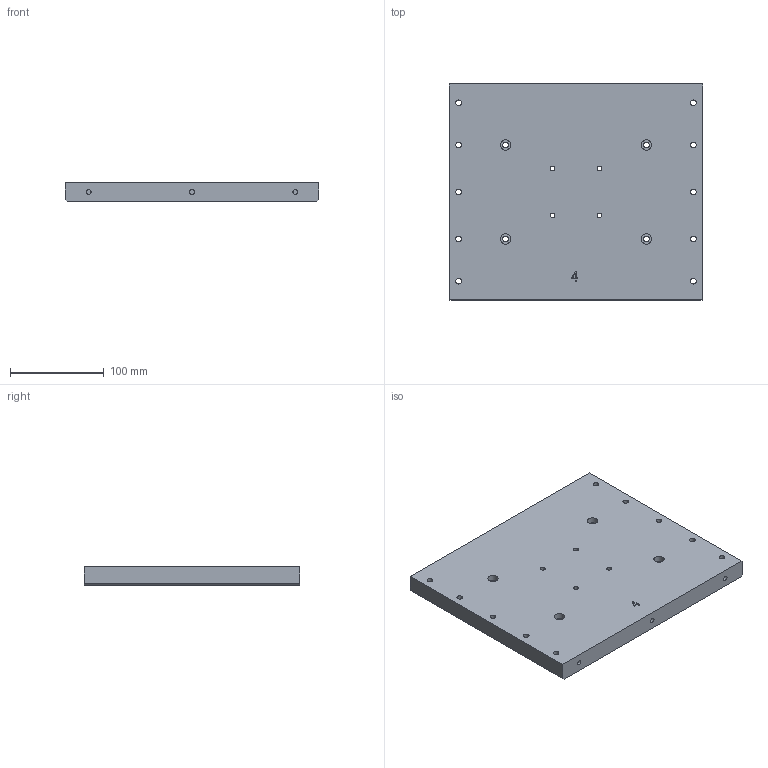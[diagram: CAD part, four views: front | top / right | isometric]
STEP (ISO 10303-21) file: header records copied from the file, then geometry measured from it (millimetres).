
FILE_DESCRIPTION(/* description */ (''),/* implementation_level */ '2;1');
FILE_NAME(/* name */ 'Bottom(4).step',/* time_stamp */ '2021-10-08T09:56:58+01:00',/* author */ (''),/* organization */ (''),/* preprocessor_version */ 'ST-DEVELOPER v18.1',/* originating_system */ 'Autodesk Translation Framework v10.10.0.1391',/* authorisation */ '');
FILE_SCHEMA (('AUTOMOTIVE_DESIGN { 1 0 10303 214 3 1 1 }'));
Length unit declared in the file: millimetre
Products named in the file (1): Bottom(4)
Bounding box: 270 x 230 x 20 mm (x, y, z)
Volume: 1223885 mm3; surface area: 152757.4 mm2
Topology: 1 solids, 1 shells, 78 faces, 168 edges, 112 vertices
Faces by surface type: plane 42, cylinder 36
Full cylindrical faces by diameter (mm): 5.035 x10, 6 x12, 6.2 x4, 11 x10
Entity records: 2256 total; most frequent: DIRECTION 398, CARTESIAN_POINT 359, ORIENTED_EDGE 336, EDGE_CURVE 168, AXIS2_PLACEMENT_3D 151, EDGE_LOOP 134, VERTEX_POINT 112, LINE 96
